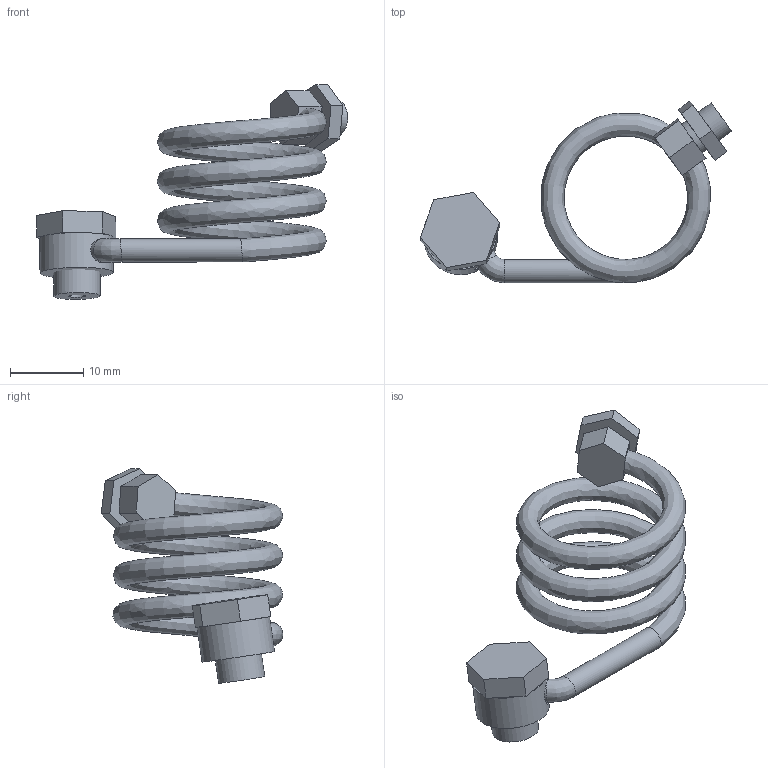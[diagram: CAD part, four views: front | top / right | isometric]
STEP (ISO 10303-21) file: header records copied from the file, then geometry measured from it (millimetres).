
FILE_DESCRIPTION(/* description */ ('ARM1G'),/* implementation_level */ '2;1');
FILE_NAME(/* name */ 'Main steam connection',/* time_stamp */ '2020-05-03T12:02:59+01:00',/* author */ ('Keith Bucklitch'),/* organization */ ('G1MRA'),/* preprocessor_version */ 'ST-DEVELOPER v16.7',/* originating_system */ 'Solid Edge',/* authorisation */ 'Unknown');
FILE_SCHEMA (('AUTOMOTIVE_DESIGN {1 0 10303 214 3 1 1}'));
Length unit declared in the file: millimetre
Products named in the file (6): Main steam connection; Banjo nut; Lock nut; Steam supply bolt; Steam banjo; Steam connection
Assembly tree (5 placements, depth 2):
  Main steam connection
    Banjo nut
    Lock nut
    Steam supply bolt
    Steam banjo
    Steam connection
Bounding box: 42.43 x 24.76 x 29.28 mm (x, y, z)
Volume: 1819.9 mm3; surface area: 5293.9 mm2
Topology: 5 solids, 5 shells, 60 faces, 137 edges, 88 vertices
Faces by surface type: plane 37, cylinder 15, bspline 8
Full cylindrical faces by diameter (mm): 1.5 x1, 2.3 x2, 2.4 x1, 3.175 x1, 3.2 x1, 4.763 x2, 5.08 x1, 6.35 x2, 10 x1
Entity records: 2484 total; most frequent: CARTESIAN_POINT 1119, DIRECTION 245, ORIENTED_EDGE 214, EDGE_CURVE 107, EDGE_LOOP 96, FACE_BOUND 96, AXIS2_PLACEMENT_3D 93, VERTEX_POINT 81
